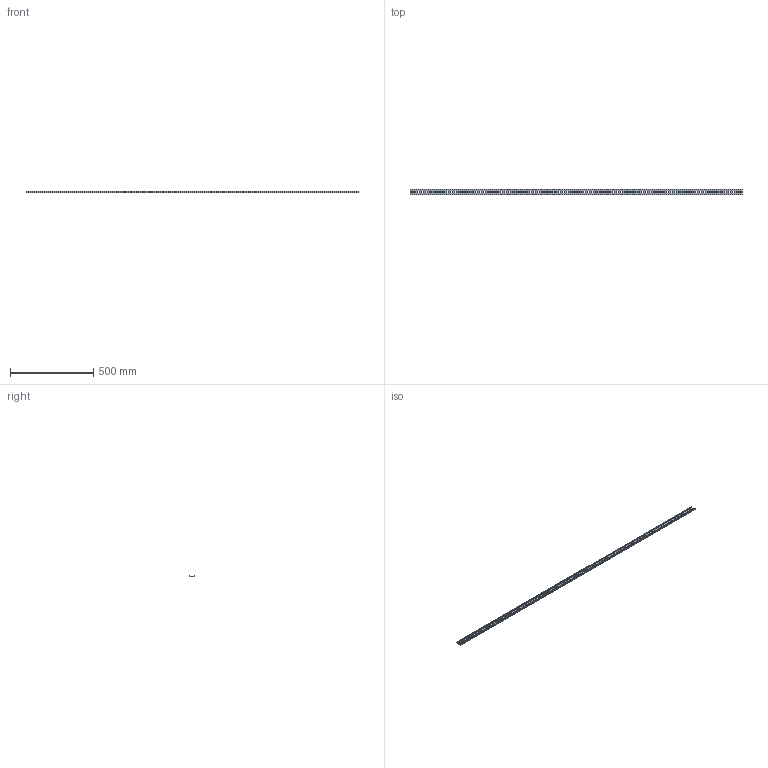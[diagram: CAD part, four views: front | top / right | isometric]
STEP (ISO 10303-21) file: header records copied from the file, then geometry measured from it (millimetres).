
FILE_DESCRIPTION(('Creo Elements/Direct Modeling STEP Export'),'2;1');
FILE_NAME('model.stp','2022-09-02T 8:08:45',(''),(''),'Creo Elements/Direct Modeling STEP processor for AP214 (Solid Model)','Creo Elements/Direct Modeling 20.1D 10-Oct-2020 (C) Parametric Technology GmbH','');
FILE_SCHEMA(('AUTOMOTIVE_DESIGN { 1 0 10303 214 1 1 1 1 }'));
Length unit declared in the file: millimetre
Products named in the file (2): NS_35_7.5_PERF_2000MM-select
Assembly tree (1 placements, depth 2):
  NS_35_7.5_PERF_2000MM-select
    NS_35_7.5_PERF_2000MM-select
Bounding box: 2000 x 35 x 7.5 mm (x, y, z)
Volume: 86988.1 mm3; surface area: 181023.8 mm2
Topology: 1 solids, 1 shells, 342 faces, 1020 edges, 680 vertices
Faces by surface type: plane 178, cylinder 164
Entity records: 14643 total; most frequent: ORIENTED_EDGE 2040, CARTESIAN_POINT 2038, DIRECTION 2028, EDGE_CURVE 1020, VECTOR 688, LINE 688, VERTEX_POINT 680, AXIS2_PLACEMENT_3D 670
